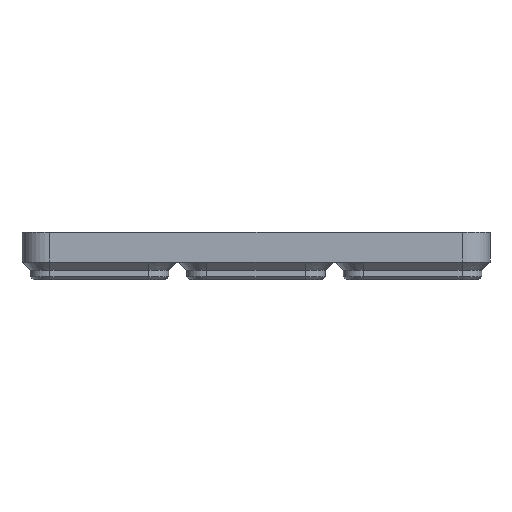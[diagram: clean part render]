
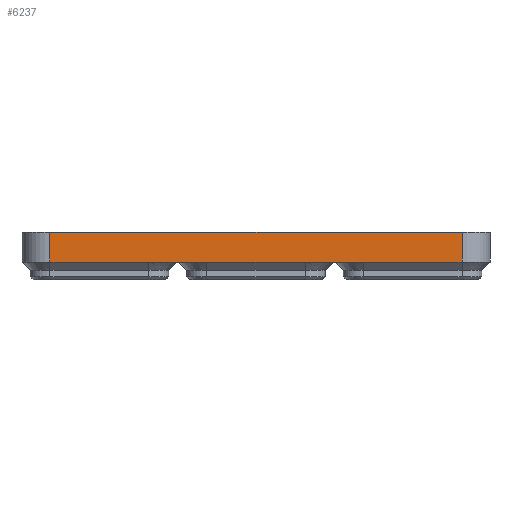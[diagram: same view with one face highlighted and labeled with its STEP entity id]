
A CAD part, left-side view. The second image highlights one B-rep face of the part: STEP entity #6237.
In plain terms, the highlighted planar face has unit normal (-1, 0, 0).
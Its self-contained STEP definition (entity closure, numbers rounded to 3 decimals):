
#251=LINE('',#9533,#923);
#255=LINE('',#9549,#927);
#292=LINE('',#9675,#964);
#293=LINE('',#9681,#965);
#294=LINE('',#9684,#966);
#295=LINE('',#9685,#967);
#296=LINE('',#9686,#968);
#297=LINE('',#9687,#969);
#923=VECTOR('',#7462,1000.);
#927=VECTOR('',#7474,1000.);
#964=VECTOR('',#7575,1000.);
#965=VECTOR('',#7582,1000.);
#966=VECTOR('',#7583,1000.);
#967=VECTOR('',#7584,1000.);
#968=VECTOR('',#7585,1000.);
#969=VECTOR('',#7586,1000.);
#1720=ORIENTED_EDGE('',*,*,#3601,.T.);
#1721=ORIENTED_EDGE('',*,*,#3602,.F.);
#1722=ORIENTED_EDGE('',*,*,#3598,.F.);
#1723=ORIENTED_EDGE('',*,*,#3603,.T.);
#1724=ORIENTED_EDGE('',*,*,#3534,.T.);
#1725=ORIENTED_EDGE('',*,*,#3604,.T.);
#1726=ORIENTED_EDGE('',*,*,#3526,.T.);
#1727=ORIENTED_EDGE('',*,*,#3605,.T.);
#3526=EDGE_CURVE('',#4471,#4470,#251,.T.);
#3534=EDGE_CURVE('',#4479,#4478,#255,.T.);
#3598=EDGE_CURVE('',#4536,#4537,#292,.T.);
#3601=EDGE_CURVE('',#4538,#4539,#293,.T.);
#3602=EDGE_CURVE('',#4537,#4539,#294,.T.);
#3603=EDGE_CURVE('',#4536,#4479,#295,.T.);
#3604=EDGE_CURVE('',#4478,#4471,#296,.T.);
#3605=EDGE_CURVE('',#4470,#4538,#297,.T.);
#4470=VERTEX_POINT('',#9532);
#4471=VERTEX_POINT('',#9534);
#4478=VERTEX_POINT('',#9548);
#4479=VERTEX_POINT('',#9550);
#4536=VERTEX_POINT('',#9676);
#4537=VERTEX_POINT('',#9677);
#4538=VERTEX_POINT('',#9682);
#4539=VERTEX_POINT('',#9683);
#5210=EDGE_LOOP('',(#1720,#1721,#1722,#1723,#1724,#1725,#1726,#1727));
#5620=FACE_BOUND('',#5210,.T.);
#6025=PLANE('',#6732);
#6237=ADVANCED_FACE('',(#5620),#6025,.T.);
#6732=AXIS2_PLACEMENT_3D('',#9680,#7580,#7581);
#7462=DIRECTION('',(0.,-1.,0.));
#7474=DIRECTION('',(0.,-1.,0.));
#7575=DIRECTION('',(0.,0.,1.));
#7580=DIRECTION('',(-1.,0.,0.));
#7581=DIRECTION('',(0.,0.,1.));
#7582=DIRECTION('',(0.,0.,1.));
#7583=DIRECTION('',(0.,-1.,0.));
#7584=DIRECTION('',(0.,-1.,0.));
#7585=DIRECTION('',(0.,-1.,0.));
#7586=DIRECTION('',(0.,-1.,0.));
#9532=CARTESIAN_POINT('',(-62.75,-28.75,-1.));
#9533=CARTESIAN_POINT('',(-62.75,0.,-1.));
#9534=CARTESIAN_POINT('',(-62.75,-13.25,-1.));
#9548=CARTESIAN_POINT('',(-62.75,13.25,-1.));
#9549=CARTESIAN_POINT('',(-62.75,0.,-1.));
#9550=CARTESIAN_POINT('',(-62.75,28.75,-1.));
#9675=CARTESIAN_POINT('',(-62.75,55.25,-1.));
#9676=CARTESIAN_POINT('',(-62.75,55.25,-1.));
#9677=CARTESIAN_POINT('',(-62.75,55.25,7.));
#9680=CARTESIAN_POINT('',(-62.75,0.,-1.));
#9681=CARTESIAN_POINT('',(-62.75,-55.25,-1.));
#9682=CARTESIAN_POINT('',(-62.75,-55.25,-1.));
#9683=CARTESIAN_POINT('',(-62.75,-55.25,7.));
#9684=CARTESIAN_POINT('',(-62.75,0.,7.));
#9685=CARTESIAN_POINT('',(-62.75,0.,-1.));
#9686=CARTESIAN_POINT('',(-62.75,42.,-1.));
#9687=CARTESIAN_POINT('',(-62.75,0.,-1.));
